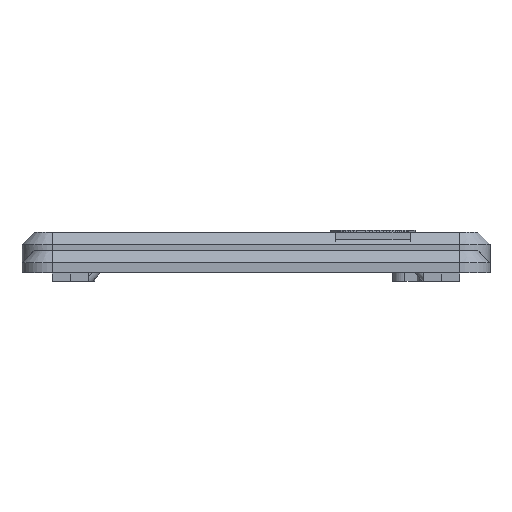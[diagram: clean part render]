
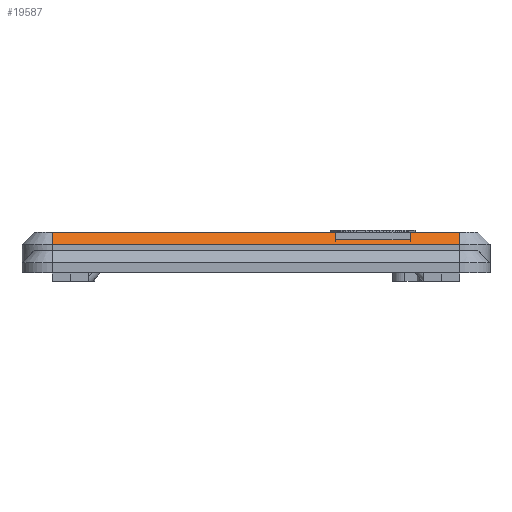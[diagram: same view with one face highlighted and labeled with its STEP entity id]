
A CAD part, front view. The second image highlights one B-rep face of the part: STEP entity #19587.
In plain terms, the highlighted planar face has unit normal (0, -0.707, 0.707).
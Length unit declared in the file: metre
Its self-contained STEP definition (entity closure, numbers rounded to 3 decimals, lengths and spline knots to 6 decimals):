
#907=LINE('',#29285,#3107);
#911=LINE('',#29301,#3111);
#1062=LINE('',#29604,#3262);
#1065=LINE('',#29609,#3265);
#1100=LINE('',#29672,#3300);
#1115=LINE('',#29710,#3315);
#1483=LINE('',#30489,#3683);
#1485=LINE('',#30493,#3685);
#3107=VECTOR('',#23186,1.);
#3111=VECTOR('',#23198,1.);
#3262=VECTOR('',#23409,1.);
#3265=VECTOR('',#23416,1.);
#3300=VECTOR('',#23505,1.);
#3315=VECTOR('',#23544,1.);
#3683=VECTOR('',#24298,1.);
#3685=VECTOR('',#24304,1.);
#7640=ORIENTED_EDGE('',*,*,#12860,.T.);
#7641=ORIENTED_EDGE('',*,*,#12468,.F.);
#7642=ORIENTED_EDGE('',*,*,#12862,.F.);
#7643=ORIENTED_EDGE('',*,*,#12253,.F.);
#7644=ORIENTED_EDGE('',*,*,#12415,.F.);
#7645=ORIENTED_EDGE('',*,*,#12453,.F.);
#7646=ORIENTED_EDGE('',*,*,#12418,.F.);
#7647=ORIENTED_EDGE('',*,*,#12261,.F.);
#12253=EDGE_CURVE('',#15195,#15196,#907,.T.);
#12261=EDGE_CURVE('',#15203,#15204,#911,.T.);
#12415=EDGE_CURVE('',#15325,#15195,#1062,.T.);
#12418=EDGE_CURVE('',#15204,#15326,#1065,.T.);
#12453=EDGE_CURVE('',#15326,#15325,#1100,.T.);
#12468=EDGE_CURVE('',#15337,#15338,#1115,.T.);
#12860=EDGE_CURVE('',#15203,#15338,#1483,.T.);
#12862=EDGE_CURVE('',#15196,#15337,#1485,.T.);
#15195=VERTEX_POINT('',#29284);
#15196=VERTEX_POINT('',#29286);
#15203=VERTEX_POINT('',#29300);
#15204=VERTEX_POINT('',#29302);
#15325=VERTEX_POINT('',#29603);
#15326=VERTEX_POINT('',#29610);
#15337=VERTEX_POINT('',#29709);
#15338=VERTEX_POINT('',#29711);
#16791=EDGE_LOOP('',(#7640,#7641,#7642,#7643,#7644,#7645,#7646,#7647));
#17903=FACE_BOUND('',#16791,.T.);
#18934=PLANE('',#20997);
#19587=ADVANCED_FACE('',(#17903),#18934,.T.);
#20997=AXIS2_PLACEMENT_3D('',#30492,#24302,#24303);
#23186=DIRECTION('',(1.,0.,0.));
#23198=DIRECTION('',(1.,0.,0.));
#23409=DIRECTION('',(0.,0.707,0.707));
#23416=DIRECTION('',(0.,-0.707,-0.707));
#23505=DIRECTION('',(1.,0.,0.));
#23544=DIRECTION('',(-1.,0.,0.));
#24298=DIRECTION('',(0.,-0.707,-0.707));
#24302=DIRECTION('',(0.,-0.707,0.707));
#24303=DIRECTION('',(-1.,0.,0.));
#24304=DIRECTION('',(0.,-0.707,-0.707));
#29284=CARTESIAN_POINT('',(0.025344,0.0225,0.009693));
#29285=CARTESIAN_POINT('',(0.0335,0.0225,0.009693));
#29286=CARTESIAN_POINT('',(0.0335,0.0225,0.009693));
#29300=CARTESIAN_POINT('',(-0.0335,0.0225,0.009693));
#29301=CARTESIAN_POINT('',(0.0335,0.0225,0.009693));
#29302=CARTESIAN_POINT('',(0.013144,0.0225,0.009693));
#29603=CARTESIAN_POINT('',(0.025344,0.021264,0.008456));
#29604=CARTESIAN_POINT('',(0.025344,0.022682,0.009874));
#29609=CARTESIAN_POINT('',(0.013144,0.0225,0.009693));
#29610=CARTESIAN_POINT('',(0.013144,0.021264,0.008456));
#29672=CARTESIAN_POINT('',(0.019244,0.021264,0.008456));
#29709=CARTESIAN_POINT('',(0.0335,0.0205,0.007693));
#29710=CARTESIAN_POINT('',(-0.0335,0.0205,0.007693));
#29711=CARTESIAN_POINT('',(-0.0335,0.0205,0.007693));
#30489=CARTESIAN_POINT('',(-0.0335,0.0225,0.009693));
#30492=CARTESIAN_POINT('',(0.,0.0225,0.009693));
#30493=CARTESIAN_POINT('',(0.0335,0.0225,0.009693));
